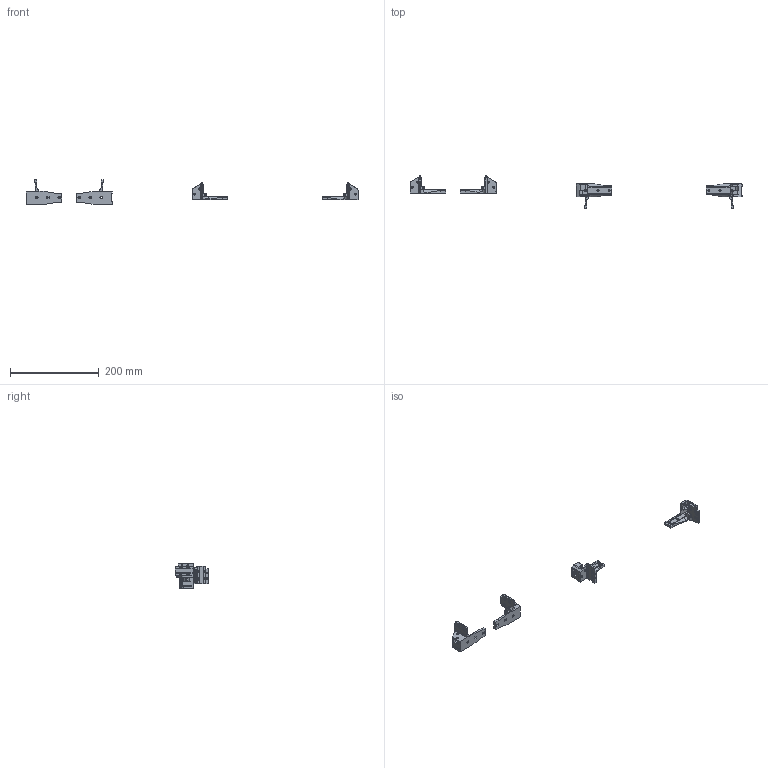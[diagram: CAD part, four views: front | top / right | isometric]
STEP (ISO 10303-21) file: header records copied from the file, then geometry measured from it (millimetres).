
FILE_DESCRIPTION(/* description */ (''),/* implementation_level */ '2;1');
FILE_NAME(/* name */ 'VB_MM_DD_XY.step',/* time_stamp */ '2025-06-15T15:09:25+02:00',/* author */ (''),/* organization */ (''),/* preprocessor_version */ 'ST-DEVELOPER v20.1',/* originating_system */ 'Autodesk Translation Framework v14.10.0.0',/* authorisation */ '');
FILE_SCHEMA (('AUTOMOTIVE_DESIGN { 1 0 10303 214 3 1 1 }'));
Length unit declared in the file: millimetre
Products named in the file (1): Support
Bounding box: 748 x 75.03 x 55.82 mm (x, y, z)
Volume: 105422.7 mm3; surface area: 52511.9 mm2
Topology: 4 solids, 4 shells, 976 faces, 2744 edges, 1772 vertices
Faces by surface type: plane 650, cylinder 222, cone 56, torus 36, bspline 12
Full cylindrical faces by diameter (mm): 3.1 x16, 3.3 x8, 3.5 x16, 4.7 x8, 6 x8, 6.5 x4
Entity records: 32305 total; most frequent: CARTESIAN_POINT 6539, ORIENTED_EDGE 5488, DIRECTION 5234, EDGE_CURVE 2744, LINE 1944, VECTOR 1944, VERTEX_POINT 1772, AXIS2_PLACEMENT_3D 1645
